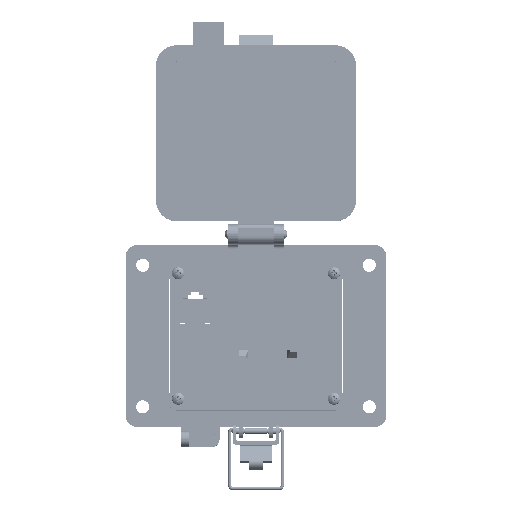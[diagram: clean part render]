
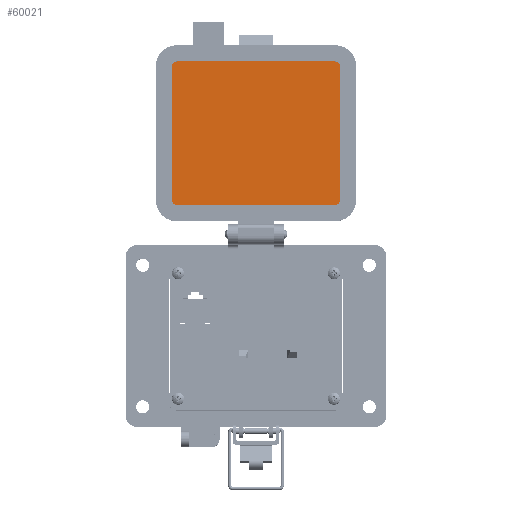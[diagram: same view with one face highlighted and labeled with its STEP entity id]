
A CAD part, top view. The second image highlights one B-rep face of the part: STEP entity #60021.
In plain terms, the highlighted planar face has unit normal (0, 0, 1).
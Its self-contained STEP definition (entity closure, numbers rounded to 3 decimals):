
#113 = CARTESIAN_POINT ( 'NONE',  ( -42.469, 57.705, 19.202 ) ) ;
#2222 = AXIS2_PLACEMENT_3D ( 'NONE', #82261, #44696, #98722 ) ;
#4718 = DIRECTION ( 'NONE',  ( 0., 0., -1. ) ) ;
#4881 = VERTEX_POINT ( 'NONE', #50250 ) ;
#5155 = EDGE_CURVE ( 'NONE', #24312, #86666, #55342, .T. ) ;
#7739 = CARTESIAN_POINT ( 'NONE',  ( 38.212, 93.196, 19.202 ) ) ;
#8086 = ORIENTED_EDGE ( 'NONE', *, *, #48609, .F. ) ;
#8506 = CARTESIAN_POINT ( 'NONE',  ( -3.279, 57.705, 19.202 ) ) ;
#10657 = DIRECTION ( 'NONE',  ( 1., 0., 0. ) ) ;
#11420 = EDGE_CURVE ( 'NONE', #4881, #64571, #87637, .T. ) ;
#12623 = ORIENTED_EDGE ( 'NONE', *, *, #47481, .F. ) ;
#13296 = VECTOR ( 'NONE', #88230, 1000. ) ;
#13697 = FACE_OUTER_BOUND ( 'NONE', #31650, .T. ) ;
#15566 = CARTESIAN_POINT ( 'NONE',  ( -44.769, 60.004, 19.202 ) ) ;
#21031 = DIRECTION ( 'NONE',  ( 0., 1., 0. ) ) ;
#23042 = ORIENTED_EDGE ( 'NONE', *, *, #98320, .F. ) ;
#23182 = DIRECTION ( 'NONE',  ( 0., -1., 0. ) ) ;
#24312 = VERTEX_POINT ( 'NONE', #90922 ) ;
#25317 = CARTESIAN_POINT ( 'NONE',  ( -44.769, 126.389, 19.202 ) ) ;
#25481 = DIRECTION ( 'NONE',  ( 0., 0., 1. ) ) ;
#31650 = EDGE_LOOP ( 'NONE', ( #47071, #8086, #72431, #12623, #43662, #89801, #23042, #47229 ) ) ;
#32571 = VERTEX_POINT ( 'NONE', #43744 ) ;
#36109 = DIRECTION ( 'NONE',  ( 0., -1., 0. ) ) ;
#36394 = EDGE_CURVE ( 'NONE', #69665, #85165, #37346, .T. ) ;
#37346 = CIRCLE ( 'NONE', #61977, 2.299 ) ;
#39733 = CIRCLE ( 'NONE', #59423, 2.299 ) ;
#41635 = LINE ( 'NONE', #87461, #82073 ) ;
#43480 = CIRCLE ( 'NONE', #86159, 2.299 ) ;
#43662 = ORIENTED_EDGE ( 'NONE', *, *, #36394, .F. ) ;
#43744 = CARTESIAN_POINT ( 'NONE',  ( 38.212, 60.004, 19.202 ) ) ;
#44696 = DIRECTION ( 'NONE',  ( 0., 0., -1. ) ) ;
#44741 = CARTESIAN_POINT ( 'NONE',  ( 38.212, 126.389, 19.202 ) ) ;
#45100 = PLANE ( 'NONE',  #46441 ) ;
#46441 = AXIS2_PLACEMENT_3D ( 'NONE', #76489, #25481, #80031 ) ;
#47071 = ORIENTED_EDGE ( 'NONE', *, *, #63006, .F. ) ;
#47229 = ORIENTED_EDGE ( 'NONE', *, *, #5155, .F. ) ;
#47367 = LINE ( 'NONE', #7739, #83898 ) ;
#47481 = EDGE_CURVE ( 'NONE', #85165, #4881, #41635, .T. ) ;
#48609 = EDGE_CURVE ( 'NONE', #64571, #32571, #47367, .T. ) ;
#49756 = CARTESIAN_POINT ( 'NONE',  ( -42.469, 60.004, 19.202 ) ) ;
#50250 = CARTESIAN_POINT ( 'NONE',  ( 35.912, 128.688, 19.202 ) ) ;
#55342 = LINE ( 'NONE', #8506, #13296 ) ;
#56581 = DIRECTION ( 'NONE',  ( 1., 0., 0. ) ) ;
#59423 = AXIS2_PLACEMENT_3D ( 'NONE', #49756, #81147, #10657 ) ;
#59679 = CARTESIAN_POINT ( 'NONE',  ( -44.769, 93.196, 19.202 ) ) ;
#60021 = ADVANCED_FACE ( 'NONE', ( #13697 ), #45100, .T. ) ;
#61801 = CARTESIAN_POINT ( 'NONE',  ( -42.469, 126.389, 19.202 ) ) ;
#61977 = AXIS2_PLACEMENT_3D ( 'NONE', #61801, #86462, #63338 ) ;
#63006 = EDGE_CURVE ( 'NONE', #32571, #24312, #43480, .T. ) ;
#63338 = DIRECTION ( 'NONE',  ( 0., -1., 0. ) ) ;
#64571 = VERTEX_POINT ( 'NONE', #44741 ) ;
#69665 = VERTEX_POINT ( 'NONE', #25317 ) ;
#72431 = ORIENTED_EDGE ( 'NONE', *, *, #11420, .F. ) ;
#73145 = VERTEX_POINT ( 'NONE', #15566 ) ;
#73719 = CARTESIAN_POINT ( 'NONE',  ( -42.469, 128.688, 19.202 ) ) ;
#76489 = CARTESIAN_POINT ( 'NONE',  ( 39.871, 130.108, 19.202 ) ) ;
#78680 = VECTOR ( 'NONE', #21031, 1000. ) ;
#80031 = DIRECTION ( 'NONE',  ( -1., 0., 0. ) ) ;
#81147 = DIRECTION ( 'NONE',  ( 0., 0., -1. ) ) ;
#82073 = VECTOR ( 'NONE', #56581, 1000. ) ;
#82261 = CARTESIAN_POINT ( 'NONE',  ( 35.912, 126.389, 19.202 ) ) ;
#83898 = VECTOR ( 'NONE', #23182, 1000. ) ;
#85165 = VERTEX_POINT ( 'NONE', #73719 ) ;
#86159 = AXIS2_PLACEMENT_3D ( 'NONE', #98870, #4718, #36109 ) ;
#86462 = DIRECTION ( 'NONE',  ( 0., 0., -1. ) ) ;
#86666 = VERTEX_POINT ( 'NONE', #113 ) ;
#87461 = CARTESIAN_POINT ( 'NONE',  ( -3.279, 128.688, 19.202 ) ) ;
#87637 = CIRCLE ( 'NONE', #2222, 2.299 ) ;
#88230 = DIRECTION ( 'NONE',  ( -1., 0., 0. ) ) ;
#89801 = ORIENTED_EDGE ( 'NONE', *, *, #94209, .F. ) ;
#90922 = CARTESIAN_POINT ( 'NONE',  ( 35.912, 57.705, 19.202 ) ) ;
#94209 = EDGE_CURVE ( 'NONE', #73145, #69665, #99262, .T. ) ;
#98320 = EDGE_CURVE ( 'NONE', #86666, #73145, #39733, .T. ) ;
#98722 = DIRECTION ( 'NONE',  ( 1., 0., 0. ) ) ;
#98870 = CARTESIAN_POINT ( 'NONE',  ( 35.912, 60.004, 19.202 ) ) ;
#99262 = LINE ( 'NONE', #59679, #78680 ) ;
